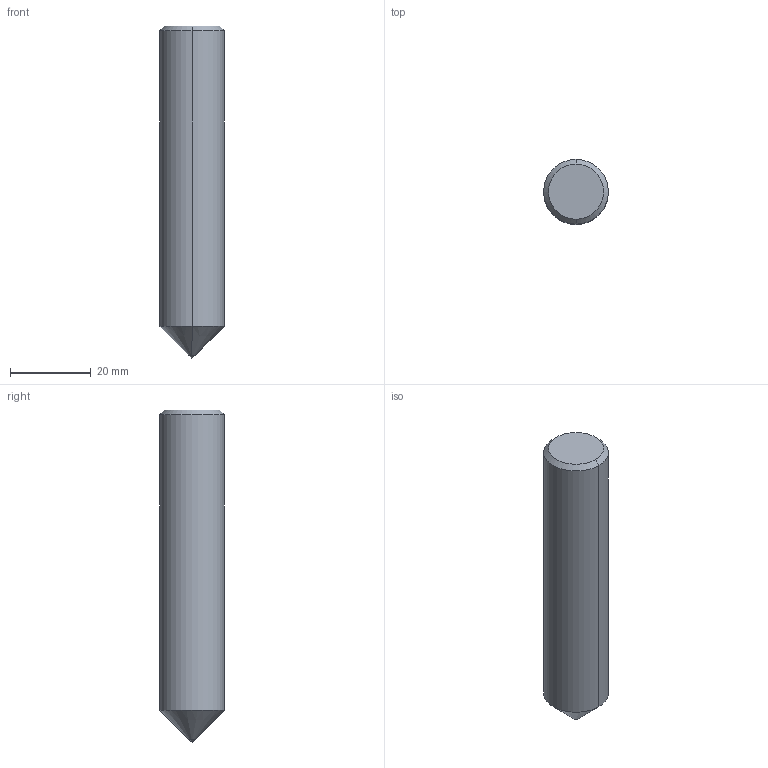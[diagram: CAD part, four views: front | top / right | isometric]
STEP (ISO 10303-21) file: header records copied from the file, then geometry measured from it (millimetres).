
FILE_DESCRIPTION((''),'2;1');
FILE_NAME('607229049-000-00-E43','2019-04-05T13:19:33',('steckerb'),(''),'CREO PARAMETRIC BY PTC INC, 2018300','CREO PARAMETRIC BY PTC INC, 2018300','');
FILE_SCHEMA(('AUTOMOTIVE_DESIGN { 1 0 10303 214 1 1 1 1 }'));
Length unit declared in the file: millimetre
Products named in the file (1): 607229049-000-00-E43
Bounding box: 16 x 16 x 82 mm (x, y, z)
Volume: 15415.6 mm3; surface area: 4176.4 mm2
Topology: 1 solids, 1 shells, 9 faces, 46 edges, 40 vertices
Faces by surface type: cone 6, cylinder 2, plane 1
Entity records: 793 total; most frequent: DIRECTION 76, CARTESIAN_POINT 68, PRESENTATION_STYLE_ASSIGNMENT 52, STYLED_ITEM 48, CURVE_STYLE 47, VECTOR 36, LINE 36, COLOUR_RGB 34
